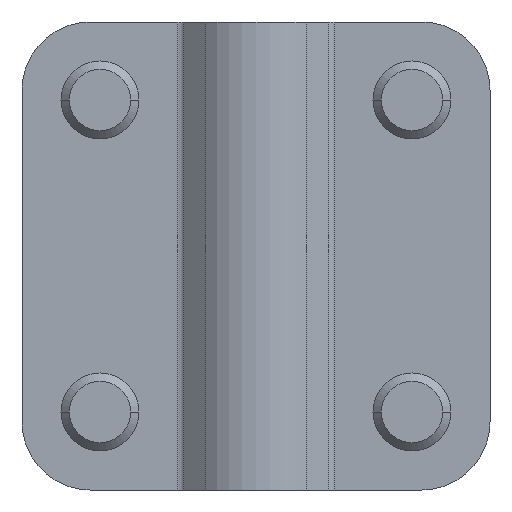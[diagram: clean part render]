
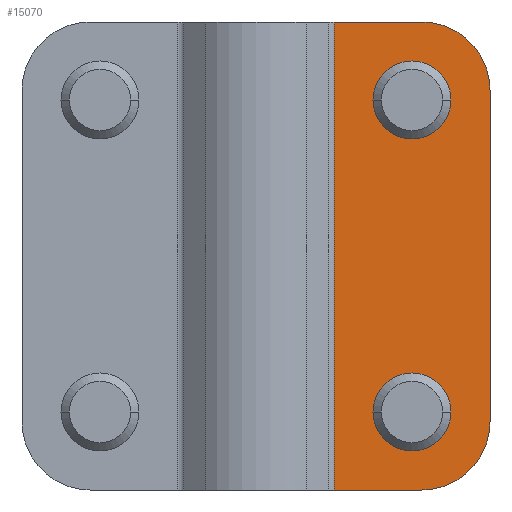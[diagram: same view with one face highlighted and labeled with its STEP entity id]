
A CAD part, front view. The second image highlights one B-rep face of the part: STEP entity #15070.
In plain terms, the highlighted planar face has unit normal (0, -1, 0).
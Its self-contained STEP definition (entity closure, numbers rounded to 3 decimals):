
#9770=CARTESIAN_POINT('',(0.,-2.,0.));
#9780=DIRECTION('',(1.,0.,0.));
#9790=VECTOR('',#9780,1.);
#9800=LINE('',#9770,#9790);
#9810=CARTESIAN_POINT('',(4.021,-2.,0.));
#9820=VERTEX_POINT('',#9810);
#9830=CARTESIAN_POINT('',(8.5,-2.,0.));
#9840=VERTEX_POINT('',#9830);
#9850=EDGE_CURVE('',#9820,#9840,#9800,.T.);
#11650=CARTESIAN_POINT('',(12.,-2.,-3.5));
#11660=VERTEX_POINT('',#11650);
#11690=CARTESIAN_POINT('',(8.5,-2.,-3.5));
#11700=DIRECTION('',(0.,1.,0.));
#11710=DIRECTION('',(1.,0.,0.));
#11720=AXIS2_PLACEMENT_3D('',#11690,#11700,#11710);
#11730=CIRCLE('',#11720,3.5);
#11740=EDGE_CURVE('',#9840,#11660,#11730,.T.);
#13010=CARTESIAN_POINT('',(4.021,-2.,-24.));
#13020=VERTEX_POINT('',#13010);
#13050=CARTESIAN_POINT('',(0.,-2.,-24.));
#13060=DIRECTION('',(1.,0.,0.));
#13070=VECTOR('',#13060,1.);
#13080=LINE('',#13050,#13070);
#13090=CARTESIAN_POINT('',(8.5,-2.,-24.));
#13100=VERTEX_POINT('',#13090);
#13110=EDGE_CURVE('',#13020,#13100,#13080,.T.);
#13600=CARTESIAN_POINT('',(8.5,-2.,-20.5));
#13610=DIRECTION('',(0.,1.,0.));
#13620=DIRECTION('',(1.,0.,0.));
#13630=AXIS2_PLACEMENT_3D('',#13600,#13610,#13620);
#13640=CIRCLE('',#13630,3.5);
#13650=CARTESIAN_POINT('',(12.,-2.,-20.5));
#13660=VERTEX_POINT('',#13650);
#13670=EDGE_CURVE('',#13660,#13100,#13640,.T.);
#14490=CARTESIAN_POINT('',(12.,-2.,0.));
#14500=DIRECTION('',(0.,0.,-1.));
#14510=VECTOR('',#14500,1.);
#14520=LINE('',#14490,#14510);
#14530=EDGE_CURVE('',#11660,#13660,#14520,.T.);
#14590=CARTESIAN_POINT('',(3.839,-2.,0.));
#14600=DIRECTION('',(-0.,-1.,-0.));
#14610=DIRECTION('',(-1.,0.,0.));
#14620=AXIS2_PLACEMENT_3D('',#14590,#14600,#14610);
#14630=PLANE('',#14620);
#14640=CARTESIAN_POINT('',(8.,-2.,-20.));
#14650=DIRECTION('',(0.,-1.,0.));
#14660=DIRECTION('',(-1.,0.,0.));
#14670=AXIS2_PLACEMENT_3D('',#14640,#14650,#14660);
#14680=CIRCLE('',#14670,2.);
#14690=CARTESIAN_POINT('',(10.,-2.,-20.));
#14700=VERTEX_POINT('',#14690);
#14710=CARTESIAN_POINT('',(6.,-2.,-20.));
#14720=VERTEX_POINT('',#14710);
#14730=EDGE_CURVE('',#14700,#14720,#14680,.T.);
#14740=ORIENTED_EDGE('',*,*,#14730,.F.);
#14750=EDGE_CURVE('',#14720,#14700,#14680,.T.);
#14760=ORIENTED_EDGE('',*,*,#14750,.F.);
#14770=EDGE_LOOP('',(#14760,#14740));
#14780=FACE_BOUND('',#14770,.T.);
#14790=CARTESIAN_POINT('',(8.,-2.,-4.));
#14800=DIRECTION('',(0.,-1.,0.));
#14810=DIRECTION('',(-1.,0.,0.));
#14820=AXIS2_PLACEMENT_3D('',#14790,#14800,#14810);
#14830=CIRCLE('',#14820,2.);
#14840=CARTESIAN_POINT('',(10.,-2.,-4.));
#14850=VERTEX_POINT('',#14840);
#14860=CARTESIAN_POINT('',(6.,-2.,-4.));
#14870=VERTEX_POINT('',#14860);
#14880=EDGE_CURVE('',#14850,#14870,#14830,.T.);
#14890=ORIENTED_EDGE('',*,*,#14880,.F.);
#14900=EDGE_CURVE('',#14870,#14850,#14830,.T.);
#14910=ORIENTED_EDGE('',*,*,#14900,.F.);
#14920=EDGE_LOOP('',(#14910,#14890));
#14930=FACE_BOUND('',#14920,.T.);
#14940=ORIENTED_EDGE('',*,*,#9850,.F.);
#14950=ORIENTED_EDGE('',*,*,#11740,.F.);
#14960=ORIENTED_EDGE('',*,*,#14530,.F.);
#14970=ORIENTED_EDGE('',*,*,#13670,.F.);
#14980=ORIENTED_EDGE('',*,*,#13110,.T.);
#14990=CARTESIAN_POINT('',(4.021,-2.,0.));
#15000=DIRECTION('',(0.,0.,-1.));
#15010=VECTOR('',#15000,1.);
#15020=LINE('',#14990,#15010);
#15030=EDGE_CURVE('',#9820,#13020,#15020,.T.);
#15040=ORIENTED_EDGE('',*,*,#15030,.T.);
#15050=EDGE_LOOP('',(#15040,#14980,#14970,#14960,#14950,#14940));
#15060=FACE_OUTER_BOUND('',#15050,.T.);
#15070=ADVANCED_FACE('',(#14780,#14930,#15060),#14630,.T.);
